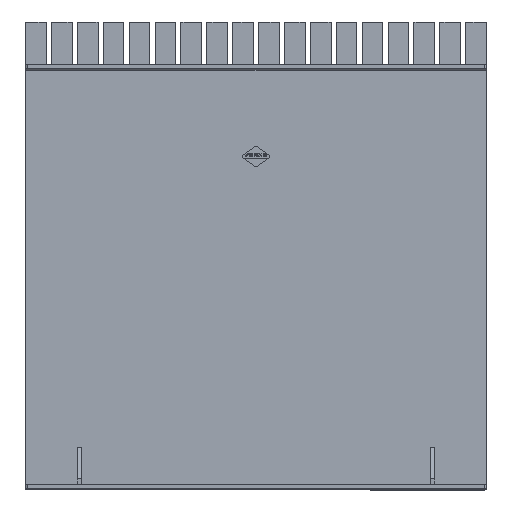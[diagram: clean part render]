
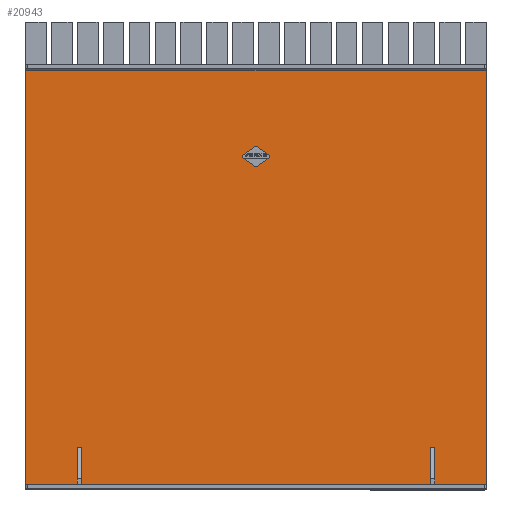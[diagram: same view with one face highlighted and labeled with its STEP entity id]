
A CAD part, top view. The second image highlights one B-rep face of the part: STEP entity #20943.
In plain terms, the highlighted planar face has unit normal (0, 0, 1).
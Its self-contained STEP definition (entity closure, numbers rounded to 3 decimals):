
#243 = EDGE_CURVE ( 'NONE', #18658, #3015, #10640, .T. ) ;
#451 = FACE_OUTER_BOUND ( 'NONE', #12682, .T. ) ;
#472 = EDGE_CURVE ( 'NONE', #2081, #8496, #20884, .T. ) ;
#479 = DIRECTION ( 'NONE',  ( 1., 0., 0. ) ) ;
#557 = CARTESIAN_POINT ( 'NONE',  ( -445., 394., 0. ) ) ;
#875 = VERTEX_POINT ( 'NONE', #6205 ) ;
#1177 = CARTESIAN_POINT ( 'NONE',  ( 150., -411., 0. ) ) ;
#1220 = ORIENTED_EDGE ( 'NONE', *, *, #13504, .T. ) ;
#1337 = CARTESIAN_POINT ( 'NONE',  ( -180., -411., 0. ) ) ;
#1587 = LINE ( 'NONE', #17784, #13353 ) ;
#1658 = CARTESIAN_POINT ( 'NONE',  ( 180., -411., 0. ) ) ;
#1803 = VERTEX_POINT ( 'NONE', #13040 ) ;
#2009 = VECTOR ( 'NONE', #16014, 1000. ) ;
#2052 = LINE ( 'NONE', #4110, #6212 ) ;
#2081 = VERTEX_POINT ( 'NONE', #1658 ) ;
#2437 = CARTESIAN_POINT ( 'NONE',  ( 150., -411., 0. ) ) ;
#2464 = VECTOR ( 'NONE', #22482, 1000. ) ;
#2578 = EDGE_CURVE ( 'NONE', #3574, #22496, #16127, .T. ) ;
#2863 = ORIENTED_EDGE ( 'NONE', *, *, #6130, .T. ) ;
#3013 = VECTOR ( 'NONE', #21702, 1000. ) ;
#3015 = VERTEX_POINT ( 'NONE', #8719 ) ;
#3054 = CARTESIAN_POINT ( 'NONE',  ( 180., -405., 0. ) ) ;
#3134 = DIRECTION ( 'NONE',  ( 0., 1., 0. ) ) ;
#3454 = VECTOR ( 'NONE', #18726, 1000. ) ;
#3574 = VERTEX_POINT ( 'NONE', #19410 ) ;
#3699 = VERTEX_POINT ( 'NONE', #15777 ) ;
#3776 = CARTESIAN_POINT ( 'NONE',  ( -150., -411., 0. ) ) ;
#3972 = VERTEX_POINT ( 'NONE', #557 ) ;
#4011 = CARTESIAN_POINT ( 'NONE',  ( -180., -411., 0. ) ) ;
#4110 = CARTESIAN_POINT ( 'NONE',  ( -150., -411., 0. ) ) ;
#4788 = ORIENTED_EDGE ( 'NONE', *, *, #21940, .T. ) ;
#4991 = VECTOR ( 'NONE', #8710, 1000. ) ;
#5035 = LINE ( 'NONE', #10834, #10682 ) ;
#6130 = EDGE_CURVE ( 'NONE', #3972, #16023, #14332, .T. ) ;
#6158 = ORIENTED_EDGE ( 'NONE', *, *, #19183, .T. ) ;
#6205 = CARTESIAN_POINT ( 'NONE',  ( -150., -405., 0. ) ) ;
#6212 = VECTOR ( 'NONE', #3134, 1000. ) ;
#6340 = ORIENTED_EDGE ( 'NONE', *, *, #2578, .T. ) ;
#6767 = VECTOR ( 'NONE', #19665, 1000. ) ;
#7833 = CARTESIAN_POINT ( 'NONE',  ( 0., 0., 0. ) ) ;
#8196 = ORIENTED_EDGE ( 'NONE', *, *, #12662, .T. ) ;
#8496 = VERTEX_POINT ( 'NONE', #2437 ) ;
#8681 = DIRECTION ( 'NONE',  ( 0., 1., 0. ) ) ;
#8710 = DIRECTION ( 'NONE',  ( -1., 0., 0. ) ) ;
#8719 = CARTESIAN_POINT ( 'NONE',  ( -180., -411., 0. ) ) ;
#8898 = LINE ( 'NONE', #18455, #15985 ) ;
#9015 = CARTESIAN_POINT ( 'NONE',  ( 445., -405., 0. ) ) ;
#10230 = ORIENTED_EDGE ( 'NONE', *, *, #243, .F. ) ;
#10640 = LINE ( 'NONE', #1337, #4991 ) ;
#10682 = VECTOR ( 'NONE', #12410, 1000. ) ;
#10834 = CARTESIAN_POINT ( 'NONE',  ( 180., -411., 0. ) ) ;
#11121 = CARTESIAN_POINT ( 'NONE',  ( -445., -405., 0. ) ) ;
#11518 = ORIENTED_EDGE ( 'NONE', *, *, #14750, .F. ) ;
#11581 = CARTESIAN_POINT ( 'NONE',  ( 180., -411., 0. ) ) ;
#12410 = DIRECTION ( 'NONE',  ( 0., 1., 0. ) ) ;
#12455 = AXIS2_PLACEMENT_3D ( 'NONE', #7833, #22914, #22567 ) ;
#12599 = DIRECTION ( 'NONE',  ( 1., 0., 0. ) ) ;
#12662 = EDGE_CURVE ( 'NONE', #875, #3699, #22706, .T. ) ;
#12682 = EDGE_LOOP ( 'NONE', ( #20851, #2863, #1220, #13949, #10230, #6158, #8196, #11518, #19532, #17094, #4788, #6340 ) ) ;
#13040 = CARTESIAN_POINT ( 'NONE',  ( -180., -405., 0. ) ) ;
#13287 = CARTESIAN_POINT ( 'NONE',  ( -445., -405., 0. ) ) ;
#13353 = VECTOR ( 'NONE', #12599, 1000. ) ;
#13504 = EDGE_CURVE ( 'NONE', #16023, #1803, #8898, .T. ) ;
#13949 = ORIENTED_EDGE ( 'NONE', *, *, #17404, .F. ) ;
#14332 = LINE ( 'NONE', #19776, #3013 ) ;
#14750 = EDGE_CURVE ( 'NONE', #8496, #3699, #17731, .T. ) ;
#15112 = CARTESIAN_POINT ( 'NONE',  ( -445., -405., 0. ) ) ;
#15544 = PLANE ( 'NONE',  #12455 ) ;
#15777 = CARTESIAN_POINT ( 'NONE',  ( 150., -405., 0. ) ) ;
#15985 = VECTOR ( 'NONE', #16399, 1000. ) ;
#16014 = DIRECTION ( 'NONE',  ( 0., 1., 0. ) ) ;
#16023 = VERTEX_POINT ( 'NONE', #11121 ) ;
#16127 = LINE ( 'NONE', #9015, #2009 ) ;
#16359 = CARTESIAN_POINT ( 'NONE',  ( 445., 394., 0. ) ) ;
#16399 = DIRECTION ( 'NONE',  ( 1., 0., 0. ) ) ;
#16918 = LINE ( 'NONE', #15112, #2464 ) ;
#17094 = ORIENTED_EDGE ( 'NONE', *, *, #17655, .T. ) ;
#17194 = VERTEX_POINT ( 'NONE', #3054 ) ;
#17219 = EDGE_CURVE ( 'NONE', #3972, #22496, #1587, .T. ) ;
#17404 = EDGE_CURVE ( 'NONE', #3015, #1803, #20563, .T. ) ;
#17655 = EDGE_CURVE ( 'NONE', #2081, #17194, #5035, .T. ) ;
#17731 = LINE ( 'NONE', #1177, #6767 ) ;
#17784 = CARTESIAN_POINT ( 'NONE',  ( -445., 394., 0. ) ) ;
#18274 = VECTOR ( 'NONE', #479, 1000. ) ;
#18455 = CARTESIAN_POINT ( 'NONE',  ( -445., -405., 0. ) ) ;
#18658 = VERTEX_POINT ( 'NONE', #3776 ) ;
#18726 = DIRECTION ( 'NONE',  ( -1., 0., 0. ) ) ;
#19183 = EDGE_CURVE ( 'NONE', #18658, #875, #2052, .T. ) ;
#19410 = CARTESIAN_POINT ( 'NONE',  ( 445., -405., 0. ) ) ;
#19532 = ORIENTED_EDGE ( 'NONE', *, *, #472, .F. ) ;
#19665 = DIRECTION ( 'NONE',  ( 0., 1., 0. ) ) ;
#19776 = CARTESIAN_POINT ( 'NONE',  ( -445., -405., 0. ) ) ;
#20563 = LINE ( 'NONE', #4011, #21082 ) ;
#20851 = ORIENTED_EDGE ( 'NONE', *, *, #17219, .F. ) ;
#20884 = LINE ( 'NONE', #11581, #3454 ) ;
#20943 = ADVANCED_FACE ( 'NONE', ( #451 ), #15544, .F. ) ;
#21082 = VECTOR ( 'NONE', #8681, 1000. ) ;
#21702 = DIRECTION ( 'NONE',  ( 0., -1., 0. ) ) ;
#21940 = EDGE_CURVE ( 'NONE', #17194, #3574, #16918, .T. ) ;
#22482 = DIRECTION ( 'NONE',  ( 1., 0., 0. ) ) ;
#22496 = VERTEX_POINT ( 'NONE', #16359 ) ;
#22567 = DIRECTION ( 'NONE',  ( -1., 0., 0. ) ) ;
#22706 = LINE ( 'NONE', #13287, #18274 ) ;
#22914 = DIRECTION ( 'NONE',  ( 0., 0., -1. ) ) ;
